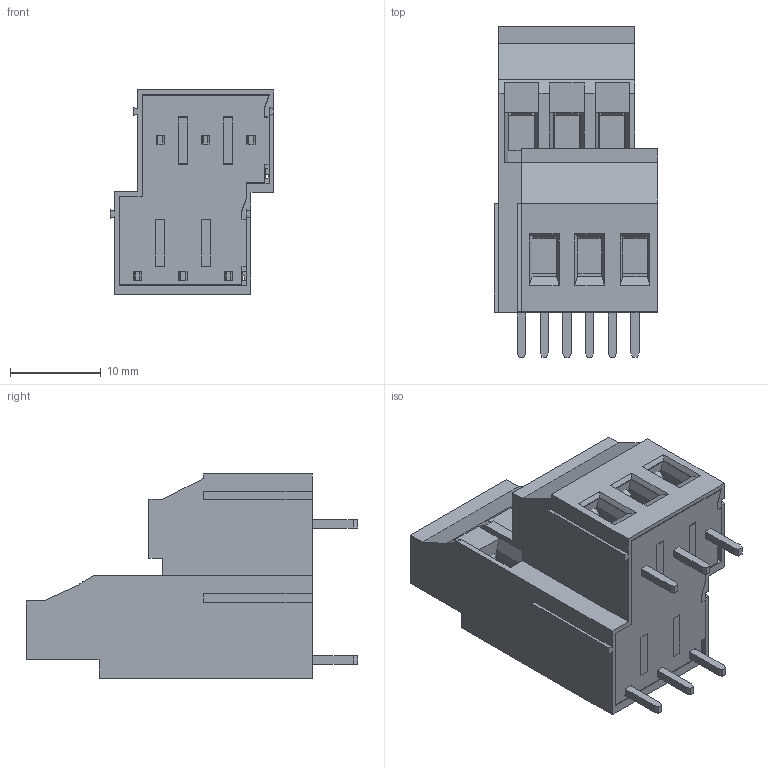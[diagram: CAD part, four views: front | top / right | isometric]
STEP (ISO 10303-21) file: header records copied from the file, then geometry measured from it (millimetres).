
FILE_DESCRIPTION(/* description */ ('Unknown'),/* implementation_level */ '2;1');
FILE_NAME(/* name */ '691233710006',/* time_stamp */ '2016-03-16T17:20:27+01:00',/* author */ ('Unknown'),/* organization */ ('Unknown'),/* preprocessor_version */ 'ST-DEVELOPER v16',/* originating_system */ 'DEX',/* authorisation */ $);
FILE_SCHEMA (('AUTOMOTIVE_DESIGN {1 0 10303 214 3 1 1}'));
Length unit declared in the file: millimetre
Products named in the file (7): 6912337100xx; 691233710006; 691233710006_BACK; 6912337100xx_MASS; 6912337100xx_PIN_LONG; 6912337100xx_PIN_SMALL; 6912337100xx_VIS
Assembly tree (20 placements, depth 2):
  6912337100xx
    691233710006
    691233710006_BACK
    6912337100xx_MASS  x6
    6912337100xx_PIN_LONG  x3
    6912337100xx_PIN_SMALL  x3
    6912337100xx_VIS  x6
Bounding box: 18 x 36.5 x 22.5 mm (x, y, z)
Volume: 4749.4 mm3; surface area: 10611.7 mm2
Topology: 20 solids, 20 shells, 761 faces, 2026 edges, 1310 vertices
Faces by surface type: plane 652, cylinder 106, bspline 3
Full cylindrical faces by diameter (mm): 0.8 x12, 3 x18, 3.7 x12
Entity records: 16241 total; most frequent: CARTESIAN_POINT 2844, ORIENTED_EDGE 2764, DIRECTION 2573, EDGE_CURVE 1382, LINE 1255, VECTOR 1255, VERTEX_POINT 914, AXIS2_PLACEMENT_3D 659
